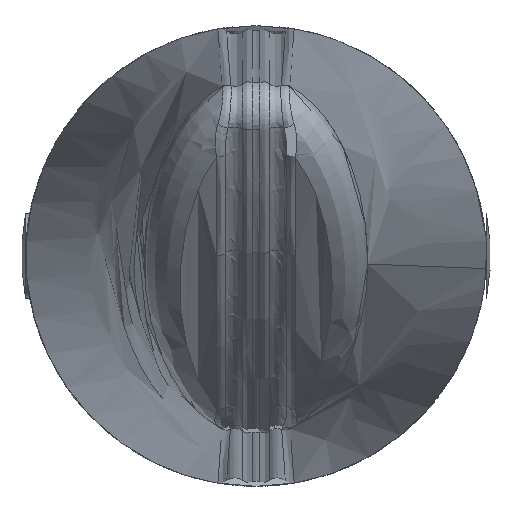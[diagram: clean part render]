
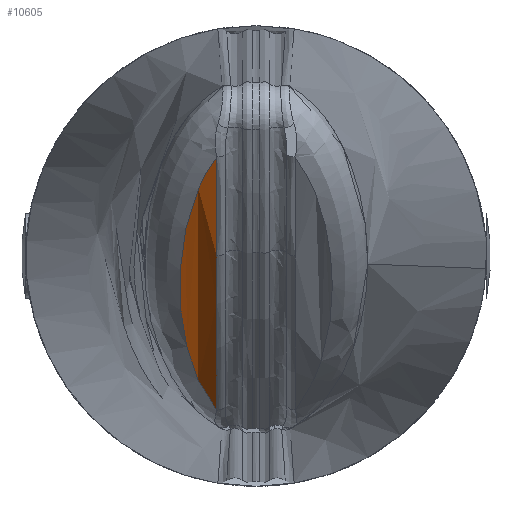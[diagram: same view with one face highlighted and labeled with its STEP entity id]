
A CAD part, front view. The second image highlights one B-rep face of the part: STEP entity #10605.
In plain terms, the highlighted cylindrical face has radius 25 mm (diameter 50 mm), a partial arc.
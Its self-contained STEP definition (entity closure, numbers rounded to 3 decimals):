
#127 = CYLINDRICAL_SURFACE ( 'NONE', #18181, 25. ) ;
#805 = CARTESIAN_POINT ( 'NONE',  ( -76.093, -112.159, -4.136 ) ) ;
#1103 = ORIENTED_EDGE ( 'NONE', *, *, #16297, .T. ) ;
#1820 = CARTESIAN_POINT ( 'NONE',  ( -75.912, -111.816, -4.35 ) ) ;
#1953 = CARTESIAN_POINT ( 'NONE',  ( -75.912, -119.227, 2.792 ) ) ;
#2098 = CARTESIAN_POINT ( 'NONE',  ( -76.9, -117.149, 0.13 ) ) ;
#2275 = CARTESIAN_POINT ( 'NONE',  ( -76.03, -119.123, 2.638 ) ) ;
#2343 = CARTESIAN_POINT ( 'NONE',  ( -75.912, -115.498, -1.677 ) ) ;
#2392 = ORIENTED_EDGE ( 'NONE', *, *, #18344, .F. ) ;
#3445 = FACE_OUTER_BOUND ( 'NONE', #10297, .T. ) ;
#3493 = CARTESIAN_POINT ( 'NONE',  ( -75.912, -113.74, -3.145 ) ) ;
#3730 = CARTESIAN_POINT ( 'NONE',  ( -76.963, -116.227, -0.843 ) ) ;
#4919 = DIRECTION ( 'NONE',  ( 0., 0., -1. ) ) ;
#5299 = CARTESIAN_POINT ( 'NONE',  ( -75.912, -111.816, -4.35 ) ) ;
#5318 = CARTESIAN_POINT ( 'NONE',  ( -76.6, -118.268, 1.468 ) ) ;
#5329 = CARTESIAN_POINT ( 'NONE',  ( -76.7, -118., 1.13 ) ) ;
#6428 = B_SPLINE_CURVE_WITH_KNOTS ( 'NONE', 3,
 ( #9819, #3493, #2343, #10115 ),
 .UNSPECIFIED., .F., .F.,
 ( 4, 4 ),
 ( 0., 1. ),
 .UNSPECIFIED. ) ;
#7883 = VERTEX_POINT ( 'NONE', #1953 ) ;
#9170 = CARTESIAN_POINT ( 'NONE',  ( -75.912, -117.825, 0.877 ) ) ;
#9819 = CARTESIAN_POINT ( 'NONE',  ( -75.912, -111.816, -4.35 ) ) ;
#10053 = CARTESIAN_POINT ( 'NONE',  ( -76.132, -119.011, 2.477 ) ) ;
#10115 = CARTESIAN_POINT ( 'NONE',  ( -75.912, -117.027, 0.001 ) ) ;
#10297 = EDGE_LOOP ( 'NONE', ( #13306, #2392, #1103 ) ) ;
#10605 = ADVANCED_FACE ( 'NONE', ( #3445 ), #127, .T. ) ;
#11615 = CARTESIAN_POINT ( 'NONE',  ( -76.237, -112.513, -3.902 ) ) ;
#12598 = CARTESIAN_POINT ( 'NONE',  ( -75.912, -119.227, 2.792 ) ) ;
#12795 = VERTEX_POINT ( 'NONE', #16319 ) ;
#13132 = VERTEX_POINT ( 'NONE', #1820 ) ;
#13207 = CARTESIAN_POINT ( 'NONE',  ( -76.851, -117.441, 0.461 ) ) ;
#13306 = ORIENTED_EDGE ( 'NONE', *, *, #19545, .T. ) ;
#13478 = CARTESIAN_POINT ( 'NONE',  ( -76.583, -113.564, -3.155 ) ) ;
#13496 = CARTESIAN_POINT ( 'NONE',  ( -75.912, -119.227, 2.792 ) ) ;
#14754 = B_SPLINE_CURVE_WITH_KNOTS ( 'NONE', 3,
 ( #5299, #805, #11615, #17944, #13478, #19800, #16712, #3730, #16396, #2098, #13207, #5329, #5318, #18059, #19717, #10053, #2275, #13496 ),
 .UNSPECIFIED., .F., .F.,
 ( 4, 2, 2, 2, 2, 2, 2, 2, 4 ),
 ( 0., 0.125, 0.25, 0.5, 0.625, 0.75, 0.875, 0.937, 1. ),
 .UNSPECIFIED. ) ;
#16297 = EDGE_CURVE ( 'NONE', #13132, #12795, #6428, .T. ) ;
#16319 = CARTESIAN_POINT ( 'NONE',  ( -75.912, -117.027, 0.001 ) ) ;
#16396 = CARTESIAN_POINT ( 'NONE',  ( -76.956, -116.542, -0.522 ) ) ;
#16712 = CARTESIAN_POINT ( 'NONE',  ( -76.927, -115.26, -1.776 ) ) ;
#17288 = CARTESIAN_POINT ( 'NONE',  ( -75.912, -118.561, 1.811 ) ) ;
#17367 = B_SPLINE_CURVE_WITH_KNOTS ( 'NONE', 3,
 ( #18925, #9170, #17288, #12598 ),
 .UNSPECIFIED., .F., .F.,
 ( 4, 4 ),
 ( 0., 1. ),
 .UNSPECIFIED. ) ;
#17468 = CARTESIAN_POINT ( 'NONE',  ( -119.303, -98.546, 16.837 ) ) ;
#17944 = CARTESIAN_POINT ( 'NONE',  ( -76.483, -113.216, -3.411 ) ) ;
#18059 = CARTESIAN_POINT ( 'NONE',  ( -76.392, -118.65, 1.976 ) ) ;
#18181 = AXIS2_PLACEMENT_3D ( 'NONE', #17468, #19113, #4919 ) ;
#18344 = EDGE_CURVE ( 'NONE', #13132, #7883, #14754, .T. ) ;
#18925 = CARTESIAN_POINT ( 'NONE',  ( -75.912, -117.027, 0.001 ) ) ;
#19113 = DIRECTION ( 'NONE',  ( 1., 0., 0. ) ) ;
#19545 = EDGE_CURVE ( 'NONE', #12795, #7883, #17367, .T. ) ;
#19717 = CARTESIAN_POINT ( 'NONE',  ( -76.313, -118.775, 2.146 ) ) ;
#19800 = CARTESIAN_POINT ( 'NONE',  ( -76.831, -114.592, -2.353 ) ) ;
